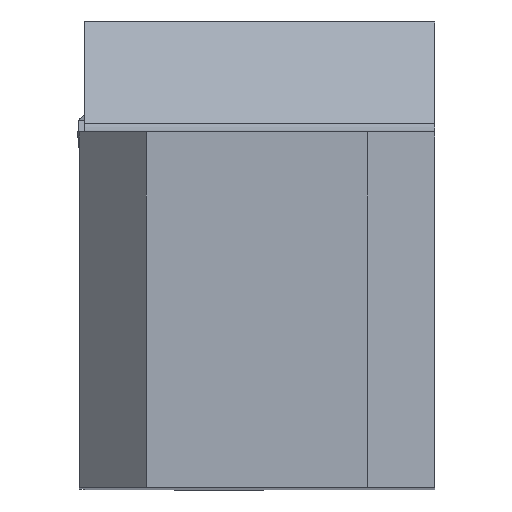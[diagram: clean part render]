
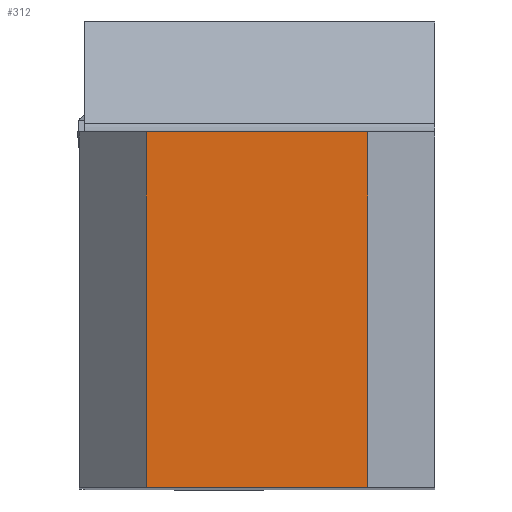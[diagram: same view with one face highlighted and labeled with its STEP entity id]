
A CAD part, top view. The second image highlights one B-rep face of the part: STEP entity #312.
In plain terms, the highlighted planar face has unit normal (0, 0, 1).
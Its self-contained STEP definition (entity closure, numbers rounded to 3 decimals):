
#312=ADVANCED_FACE('CU_BACK_SU1',(#477),#415,.F.);
#415=PLANE('',#2161);
#477=FACE_OUTER_BOUND('',#588,.T.);
#588=EDGE_LOOP('',(#835,#836,#837,#838));
#835=ORIENTED_EDGE('',*,*,#1548,.F.);
#836=ORIENTED_EDGE('',*,*,#1488,.T.);
#837=ORIENTED_EDGE('',*,*,#1549,.T.);
#838=ORIENTED_EDGE('',*,*,#1550,.T.);
#1296=VERTEX_POINT('',#2825);
#1297=VERTEX_POINT('',#2827);
#1334=VERTEX_POINT('',#2963);
#1335=VERTEX_POINT('',#2965);
#1488=EDGE_CURVE('',#1297,#1296,#1774,.T.);
#1548=EDGE_CURVE('',#1297,#1334,#1817,.T.);
#1549=EDGE_CURVE('',#1296,#1335,#1818,.T.);
#1550=EDGE_CURVE('',#1335,#1334,#1819,.T.);
#1774=LINE('',#2826,#1937);
#1817=LINE('',#2962,#1980);
#1818=LINE('',#2964,#1981);
#1819=LINE('',#2966,#1982);
#1937=VECTOR('',#2327,1.);
#1980=VECTOR('',#2444,1.);
#1981=VECTOR('',#2445,1.);
#1982=VECTOR('',#2446,1.);
#2161=AXIS2_PLACEMENT_3D('',#2967,#2447,#2448);
#2327=DIRECTION('',(1.,0.,0.));
#2444=DIRECTION('',(0.,1.,0.));
#2445=DIRECTION('',(0.,1.,0.));
#2446=DIRECTION('',(-1.,0.,0.));
#2447=DIRECTION('',(0.,0.,-1.));
#2448=DIRECTION('',(-1.,0.,0.));
#2825=CARTESIAN_POINT('',(-3.,0.,0.));
#2826=CARTESIAN_POINT('',(22.796,0.,0.));
#2827=CARTESIAN_POINT('',(-12.925,0.,0.));
#2962=CARTESIAN_POINT('',(-12.925,0.,0.));
#2963=CARTESIAN_POINT('',(-12.925,15.925,0.));
#2964=CARTESIAN_POINT('',(-3.,0.,0.));
#2965=CARTESIAN_POINT('',(-3.,15.925,0.));
#2966=CARTESIAN_POINT('',(22.796,15.925,0.));
#2967=CARTESIAN_POINT('',(22.796,35.925,0.));
